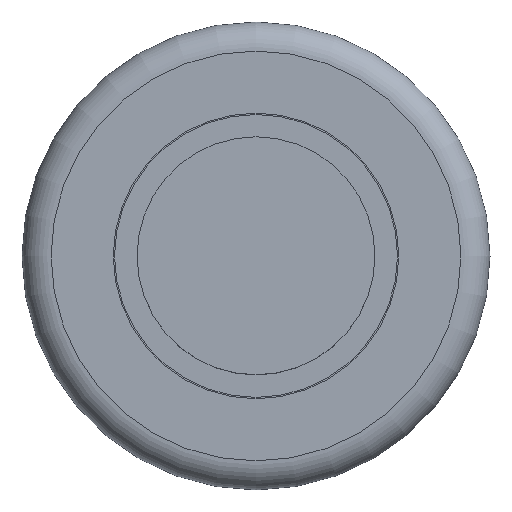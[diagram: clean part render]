
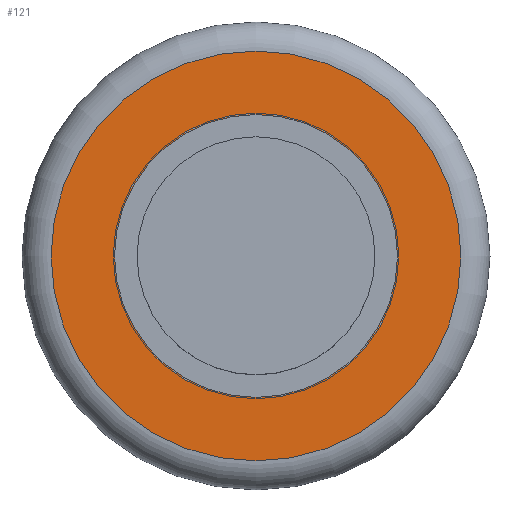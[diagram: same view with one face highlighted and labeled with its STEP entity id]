
A CAD part, top view. The second image highlights one B-rep face of the part: STEP entity #121.
In plain terms, the highlighted planar face has unit normal (0, 0, 1).
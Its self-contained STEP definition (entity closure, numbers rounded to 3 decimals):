
#121=ADVANCED_FACE('',(#136,#137),#130,.T.);
#130=PLANE('',#210);
#136=FACE_BOUND('',#150,.T.);
#137=FACE_BOUND('',#151,.T.);
#150=EDGE_LOOP('',(#166));
#151=EDGE_LOOP('',(#167));
#166=ORIENTED_EDGE('',*,*,#190,.T.);
#167=ORIENTED_EDGE('',*,*,#191,.T.);
#182=VERTEX_POINT('',#265);
#183=VERTEX_POINT('',#267);
#190=EDGE_CURVE('',#182,#182,#198,.T.);
#191=EDGE_CURVE('',#183,#183,#199,.T.);
#198=CIRCLE('',#208,7.75);
#199=CIRCLE('',#209,5.35);
#208=AXIS2_PLACEMENT_3D('',#264,#230,#231);
#209=AXIS2_PLACEMENT_3D('',#266,#232,#233);
#210=AXIS2_PLACEMENT_3D('',#268,#234,#235);
#230=DIRECTION('',(0.,0.,1.));
#231=DIRECTION('',(1.,0.,0.));
#232=DIRECTION('',(0.,0.,-1.));
#233=DIRECTION('',(-1.,0.,0.));
#234=DIRECTION('',(0.,0.,1.));
#235=DIRECTION('',(1.,0.,0.));
#264=CARTESIAN_POINT('',(0.,0.,-3.5));
#265=CARTESIAN_POINT('',(7.75,0.,-3.5));
#266=CARTESIAN_POINT('',(0.,0.,-3.5));
#267=CARTESIAN_POINT('',(-5.35,0.,-3.5));
#268=CARTESIAN_POINT('',(0.,8.85,-3.5));
